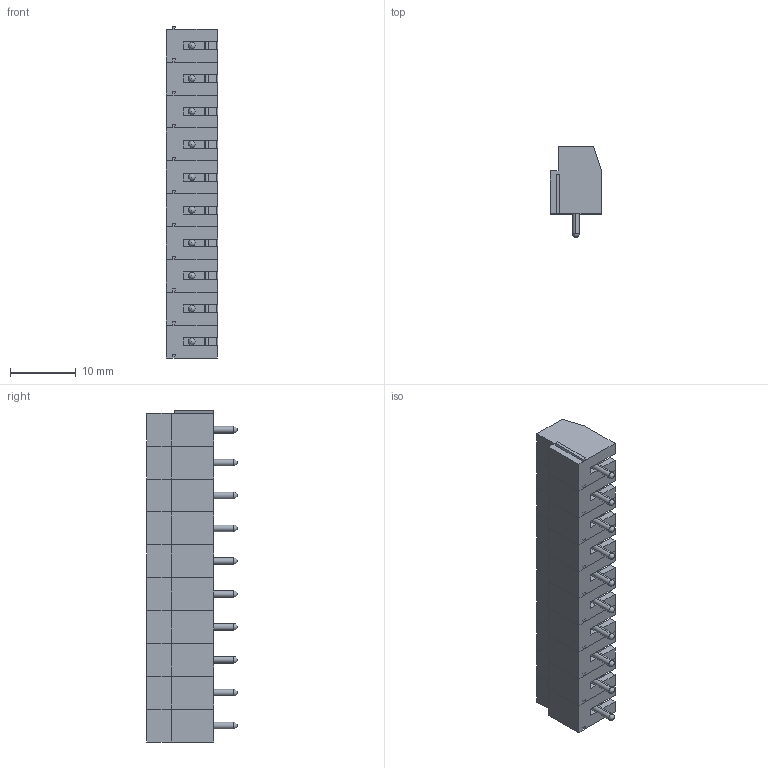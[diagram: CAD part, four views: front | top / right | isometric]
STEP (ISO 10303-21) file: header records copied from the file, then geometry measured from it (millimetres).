
FILE_DESCRIPTION (( 'STEP AP214' ), '1' );
FILE_NAME ('TBLOCK-10PIN-5mm pitch.STEP', '2020-06-29T08:22:25', ( '' ), ( '' ), 'SwSTEP 2.0', 'SolidWorks 2018', '' );
FILE_SCHEMA (( 'AUTOMOTIVE_DESIGN' ));
Length unit declared in the file: millimetre
Products named in the file (4): TBLOCK-10PIN-5mm pitch; Inner; Screw; Outter
Assembly tree (30 placements, depth 2):
  TBLOCK-10PIN-5mm pitch
    Outter  x10
    Screw  x10
    Inner  x10
Bounding box: 7.87 x 13.75 x 50.5 mm (x, y, z)
Volume: 2815.1 mm3; surface area: 7463.4 mm2
Topology: 30 solids, 30 shells, 1650 faces, 4140 edges, 2470 vertices
Faces by surface type: plane 670, cylinder 430, bspline 280, torus 130, sphere 110, cone 30
Entity records: 5773 total; most frequent: CARTESIAN_POINT 1776, ORIENTED_EDGE 802, DIRECTION 785, EDGE_CURVE 401, AXIS2_PLACEMENT_3D 294, VERTEX_POINT 245, VECTOR 197, LINE 197
